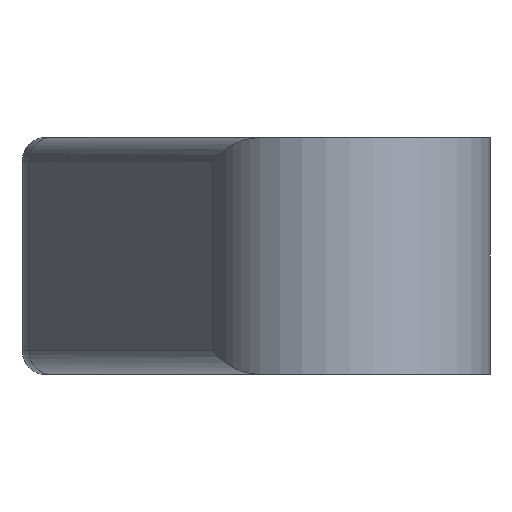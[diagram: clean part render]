
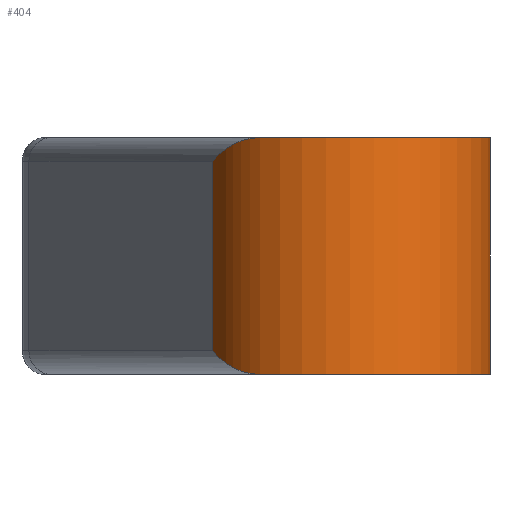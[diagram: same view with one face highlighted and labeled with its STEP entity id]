
A CAD part, left-side view. The second image highlights one B-rep face of the part: STEP entity #404.
In plain terms, the highlighted cylindrical face has radius 3 mm (diameter 6 mm), a partial arc.
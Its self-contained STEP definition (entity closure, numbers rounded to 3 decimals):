
#23=B_SPLINE_CURVE_WITH_KNOTS('',3,(#735,#736,#737,#738,#739,#740),
 .UNSPECIFIED.,.F.,.F.,(4,2,4),(0.371,0.46,0.548),
 .UNSPECIFIED.);
#24=B_SPLINE_CURVE_WITH_KNOTS('',3,(#741,#742,#743,#744,#745,#746),
 .UNSPECIFIED.,.F.,.F.,(4,2,4),(-0.176,-0.088,
0.),.UNSPECIFIED.);
#25=B_SPLINE_CURVE_WITH_KNOTS('',3,(#748,#749,#750,#751,#752,#753,#754,
#755,#756,#757),.UNSPECIFIED.,.F.,.F.,(4,2,2,2,4),(-0.076,
-0.057,-0.038,-0.019,0.),
 .UNSPECIFIED.);
#26=B_SPLINE_CURVE_WITH_KNOTS('',3,(#760,#761,#762,#763,#764,#765,#766,
#767,#768,#769),.UNSPECIFIED.,.F.,.F.,(4,2,2,2,4),(-0.152,-0.133,
-0.114,-0.095,-0.077),
 .UNSPECIFIED.);
#28=CYLINDRICAL_SURFACE('',#462,3.);
#50=FACE_OUTER_BOUND('',#78,.T.);
#78=EDGE_LOOP('',(#311,#312,#313,#314,#315,#316,#317,#318));
#110=LINE('',#728,#136);
#114=LINE('',#759,#140);
#136=VECTOR('',#546,4.);
#140=VECTOR('',#552,4.);
#149=CIRCLE('',#444,3.);
#156=CIRCLE('',#452,3.);
#175=VERTEX_POINT('',#623);
#176=VERTEX_POINT('',#624);
#187=VERTEX_POINT('',#647);
#188=VERTEX_POINT('',#649);
#203=VERTEX_POINT('',#726);
#204=VERTEX_POINT('',#727);
#207=VERTEX_POINT('',#747);
#208=VERTEX_POINT('',#758);
#213=EDGE_CURVE('',#175,#176,#149,.T.);
#225=EDGE_CURVE('',#188,#187,#156,.T.);
#244=EDGE_CURVE('',#203,#204,#110,.T.);
#248=EDGE_CURVE('',#175,#203,#23,.T.);
#249=EDGE_CURVE('',#204,#188,#24,.F.);
#250=EDGE_CURVE('',#187,#207,#25,.T.);
#251=EDGE_CURVE('',#208,#207,#114,.T.);
#252=EDGE_CURVE('',#208,#176,#26,.T.);
#311=ORIENTED_EDGE('',*,*,#213,.F.);
#312=ORIENTED_EDGE('',*,*,#248,.T.);
#313=ORIENTED_EDGE('',*,*,#244,.T.);
#314=ORIENTED_EDGE('',*,*,#249,.T.);
#315=ORIENTED_EDGE('',*,*,#225,.T.);
#316=ORIENTED_EDGE('',*,*,#250,.T.);
#317=ORIENTED_EDGE('',*,*,#251,.F.);
#318=ORIENTED_EDGE('',*,*,#252,.T.);
#404=ADVANCED_FACE('',(#50),#28,.T.);
#444=AXIS2_PLACEMENT_3D('',#625,#497,#498);
#452=AXIS2_PLACEMENT_3D('',#650,#518,#519);
#462=AXIS2_PLACEMENT_3D('',#734,#550,#551);
#497=DIRECTION('center_axis',(0.,0.,
1.));
#498=DIRECTION('ref_axis',(1.,0.,0.));
#518=DIRECTION('center_axis',(0.,0.,
1.));
#519=DIRECTION('ref_axis',(1.,0.,0.));
#546=DIRECTION('',(0.,0.,-1.));
#550=DIRECTION('center_axis',(0.,0.,
-1.));
#551=DIRECTION('ref_axis',(-0.378,-0.926,0.));
#552=DIRECTION('',(0.,0.,-1.));
#623=CARTESIAN_POINT('',(-39.546,1.865,5.));
#624=CARTESIAN_POINT('',(-34.537,1.39,5.));
#625=CARTESIAN_POINT('Origin',(-37.196,0.,5.));
#647=CARTESIAN_POINT('',(-34.537,1.39,0.));
#649=CARTESIAN_POINT('',(-39.546,1.865,0.));
#650=CARTESIAN_POINT('Origin',(-37.196,0.,0.));
#726=CARTESIAN_POINT('',(-38.123,2.853,4.5));
#727=CARTESIAN_POINT('',(-38.123,2.853,0.5));
#728=CARTESIAN_POINT('',(-38.123,2.853,4.5));
#734=CARTESIAN_POINT('Origin',(-37.196,0.,5.));
#735=CARTESIAN_POINT('Ctrl Pts',(-39.546,1.865,5.));
#736=CARTESIAN_POINT('Ctrl Pts',(-39.363,2.095,5.));
#737=CARTESIAN_POINT('Ctrl Pts',(-39.141,2.304,4.926));
#738=CARTESIAN_POINT('Ctrl Pts',(-38.65,2.641,4.732));
#739=CARTESIAN_POINT('Ctrl Pts',(-38.382,2.769,4.611));
#740=CARTESIAN_POINT('Ctrl Pts',(-38.123,2.853,4.5));
#741=CARTESIAN_POINT('Ctrl Pts',(-39.546,1.865,0.));
#742=CARTESIAN_POINT('Ctrl Pts',(-39.363,2.095,0.));
#743=CARTESIAN_POINT('Ctrl Pts',(-39.141,2.304,0.074));
#744=CARTESIAN_POINT('Ctrl Pts',(-38.65,2.641,0.268));
#745=CARTESIAN_POINT('Ctrl Pts',(-38.382,2.769,0.389));
#746=CARTESIAN_POINT('Ctrl Pts',(-38.123,2.853,0.5));
#747=CARTESIAN_POINT('',(-34.343,0.927,0.5));
#748=CARTESIAN_POINT('Ctrl Pts',(-34.537,1.39,0.));
#749=CARTESIAN_POINT('Ctrl Pts',(-34.508,1.334,0.));
#750=CARTESIAN_POINT('Ctrl Pts',(-34.479,1.273,0.012));
#751=CARTESIAN_POINT('Ctrl Pts',(-34.429,1.16,0.063));
#752=CARTESIAN_POINT('Ctrl Pts',(-34.408,1.107,0.102));
#753=CARTESIAN_POINT('Ctrl Pts',(-34.376,1.024,0.191));
#754=CARTESIAN_POINT('Ctrl Pts',(-34.363,0.987,0.247));
#755=CARTESIAN_POINT('Ctrl Pts',(-34.347,0.939,0.37));
#756=CARTESIAN_POINT('Ctrl Pts',(-34.343,0.927,0.437));
#757=CARTESIAN_POINT('Ctrl Pts',(-34.343,0.927,0.5));
#758=CARTESIAN_POINT('',(-34.343,0.927,4.5));
#759=CARTESIAN_POINT('',(-34.343,0.927,4.5));
#760=CARTESIAN_POINT('Ctrl Pts',(-34.343,0.927,4.5));
#761=CARTESIAN_POINT('Ctrl Pts',(-34.343,0.927,4.563));
#762=CARTESIAN_POINT('Ctrl Pts',(-34.347,0.939,4.63));
#763=CARTESIAN_POINT('Ctrl Pts',(-34.363,0.987,4.753));
#764=CARTESIAN_POINT('Ctrl Pts',(-34.376,1.024,4.809));
#765=CARTESIAN_POINT('Ctrl Pts',(-34.408,1.107,4.898));
#766=CARTESIAN_POINT('Ctrl Pts',(-34.429,1.16,4.937));
#767=CARTESIAN_POINT('Ctrl Pts',(-34.479,1.273,4.988));
#768=CARTESIAN_POINT('Ctrl Pts',(-34.508,1.334,5.));
#769=CARTESIAN_POINT('Ctrl Pts',(-34.537,1.39,5.));
